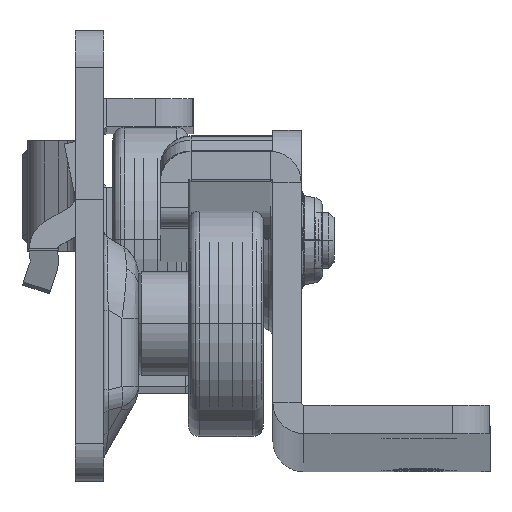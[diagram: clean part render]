
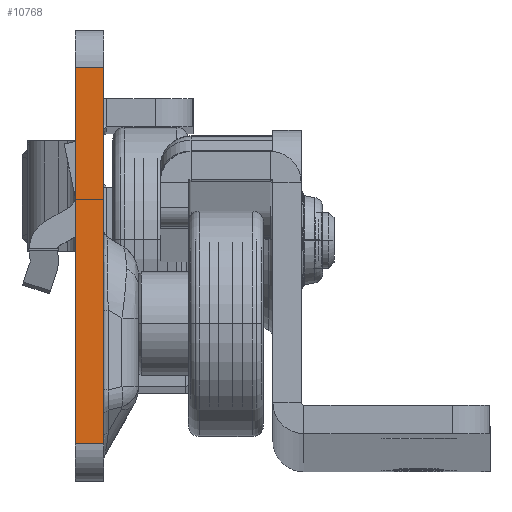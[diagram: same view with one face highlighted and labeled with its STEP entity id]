
A CAD part, top view. The second image highlights one B-rep face of the part: STEP entity #10768.
In plain terms, the highlighted planar face has unit normal (0, 0, 1).
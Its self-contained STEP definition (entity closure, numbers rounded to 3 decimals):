
#190 = EDGE_LOOP ( 'NONE', ( #3254, #15487, #20030, #8985 ) ) ;
#208 = LINE ( 'NONE', #7037, #12259 ) ;
#586 = LINE ( 'NONE', #13106, #1714 ) ;
#1541 = FACE_OUTER_BOUND ( 'NONE', #190, .T. ) ;
#1714 = VECTOR ( 'NONE', #19899, 1000. ) ;
#2271 = VERTEX_POINT ( 'NONE', #25825 ) ;
#3254 = ORIENTED_EDGE ( 'NONE', *, *, #28011, .F. ) ;
#3956 = DIRECTION ( 'NONE',  ( 0., 0., 1. ) ) ;
#6102 = DIRECTION ( 'NONE',  ( 1., 0., 0. ) ) ;
#7024 = EDGE_CURVE ( 'NONE', #7539, #11074, #12847, .T. ) ;
#7037 = CARTESIAN_POINT ( 'NONE',  ( -122.719, -21.7, 0. ) ) ;
#7342 = VECTOR ( 'NONE', #24960, 1000. ) ;
#7539 = VERTEX_POINT ( 'NONE', #19757 ) ;
#8093 = CARTESIAN_POINT ( 'NONE',  ( -3., -29.094, 0. ) ) ;
#8169 = VECTOR ( 'NONE', #16954, 1000. ) ;
#8985 = ORIENTED_EDGE ( 'NONE', *, *, #14734, .T. ) ;
#9437 = DIRECTION ( 'NONE',  ( 1., 0., 0. ) ) ;
#9930 = CARTESIAN_POINT ( 'NONE',  ( 0., 18.3, 0. ) ) ;
#10768 = ADVANCED_FACE ( 'NONE', ( #1541 ), #27514, .T. ) ;
#11074 = VERTEX_POINT ( 'NONE', #16017 ) ;
#11661 = VERTEX_POINT ( 'NONE', #9930 ) ;
#12259 = VECTOR ( 'NONE', #9437, 1000. ) ;
#12804 = EDGE_CURVE ( 'NONE', #7539, #11661, #16318, .T. ) ;
#12847 = LINE ( 'NONE', #14699, #8169 ) ;
#13106 = CARTESIAN_POINT ( 'NONE',  ( 0., -29.094, 0. ) ) ;
#14699 = CARTESIAN_POINT ( 'NONE',  ( -3., -29.094, 0. ) ) ;
#14734 = EDGE_CURVE ( 'NONE', #11074, #2271, #208, .T. ) ;
#15487 = ORIENTED_EDGE ( 'NONE', *, *, #12804, .F. ) ;
#16017 = CARTESIAN_POINT ( 'NONE',  ( -3., -21.7, 0. ) ) ;
#16318 = LINE ( 'NONE', #23093, #7342 ) ;
#16954 = DIRECTION ( 'NONE',  ( 0., -1., 0. ) ) ;
#19757 = CARTESIAN_POINT ( 'NONE',  ( -3., 18.3, 0. ) ) ;
#19899 = DIRECTION ( 'NONE',  ( 0., -1., 0. ) ) ;
#20030 = ORIENTED_EDGE ( 'NONE', *, *, #7024, .T. ) ;
#20383 = AXIS2_PLACEMENT_3D ( 'NONE', #8093, #3956, #6102 ) ;
#23093 = CARTESIAN_POINT ( 'NONE',  ( -3., 18.3, 0. ) ) ;
#24960 = DIRECTION ( 'NONE',  ( 1., 0., 0. ) ) ;
#25825 = CARTESIAN_POINT ( 'NONE',  ( 0., -21.7, 0. ) ) ;
#27514 = PLANE ( 'NONE',  #20383 ) ;
#28011 = EDGE_CURVE ( 'NONE', #11661, #2271, #586, .T. ) ;
